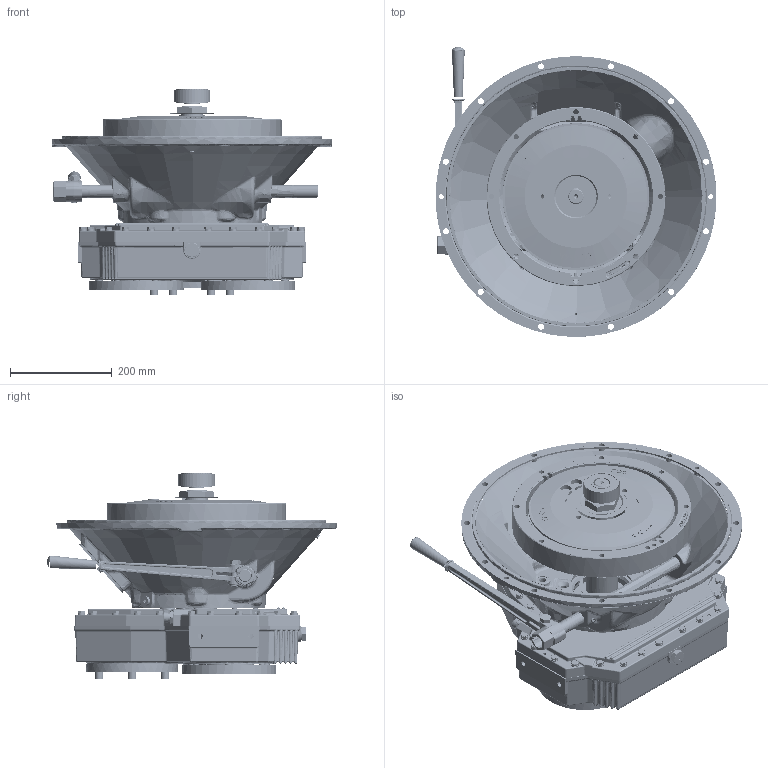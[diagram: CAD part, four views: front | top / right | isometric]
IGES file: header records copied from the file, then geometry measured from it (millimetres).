
Start section: SolidWorks IGES file using analytic representation for surfaces
Global section: file name: 1029021D.IGS; native system: SolidWorks 2019; preprocessor: SolidWorks 2019; author: AndrewC; date: 230512.095948; units: millimetre
Bounding box: 552.5 x 570.71 x 404.6 mm (x, y, z)
Surface area: 2557206.1 mm2 (no closed solid volume)
Topology: 0 solids, 0 shells, 8689 faces, 121110 edges, 119817 vertices
Faces by surface type: bspline 5828, revolution 2861
